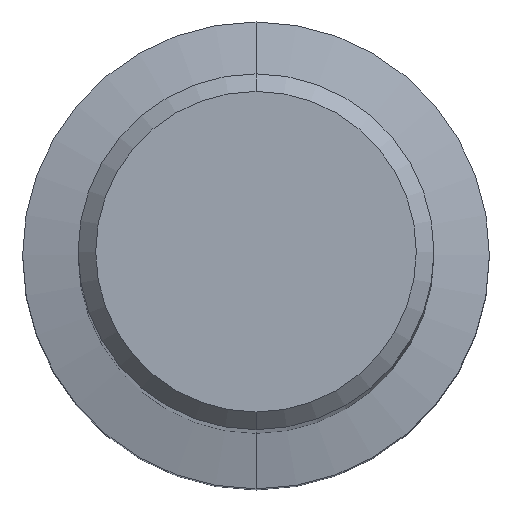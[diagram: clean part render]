
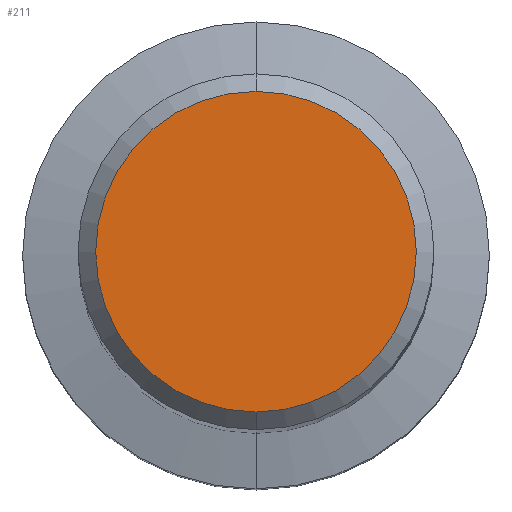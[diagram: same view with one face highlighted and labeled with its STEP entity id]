
A CAD part, top view. The second image highlights one B-rep face of the part: STEP entity #211.
In plain terms, the highlighted planar face has unit normal (0, 0, 1).
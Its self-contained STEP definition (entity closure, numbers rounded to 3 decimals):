
#157=VERTEX_POINT('',#362);
#177=EDGE_CURVE('',#157,#231,#384,.T.);
#179=EDGE_CURVE('',#231,#157,#386,.T.);
#211=ADVANCED_FACE('',(#423),#424,.T.);
#231=VERTEX_POINT('',#445);
#362=CARTESIAN_POINT('',(0.,-5.45,0.0));
#384=CIRCLE('',#621,5.45);
#386=CIRCLE('',#624,5.45);
#423=FACE_OUTER_BOUND('',#669,.T.);
#424=PLANE('',#670);
#445=CARTESIAN_POINT('',(0.0,5.45,0.0));
#621=AXIS2_PLACEMENT_3D('',#876,#877,#878);
#624=AXIS2_PLACEMENT_3D('',#879,#880,#881);
#669=EDGE_LOOP('',(#932,#933));
#670=AXIS2_PLACEMENT_3D('',#934,#935,#936);
#876=CARTESIAN_POINT('',(0.0,0.0,0.0));
#877=DIRECTION('',(0.0,0.0,-1.0));
#878=DIRECTION('',(0.0,1.0,0.0));
#879=CARTESIAN_POINT('',(0.0,0.0,0.0));
#880=DIRECTION('',(0.0,0.0,-1.0));
#881=DIRECTION('',(0.0,1.0,0.0));
#932=ORIENTED_EDGE('',*,*,#179,.F.);
#933=ORIENTED_EDGE('',*,*,#177,.F.);
#934=CARTESIAN_POINT('',(0.0,2.725,0.0));
#935=DIRECTION('',(-0.0,0.0,1.0));
#936=DIRECTION('',(0.0,-1.0,0.0));
